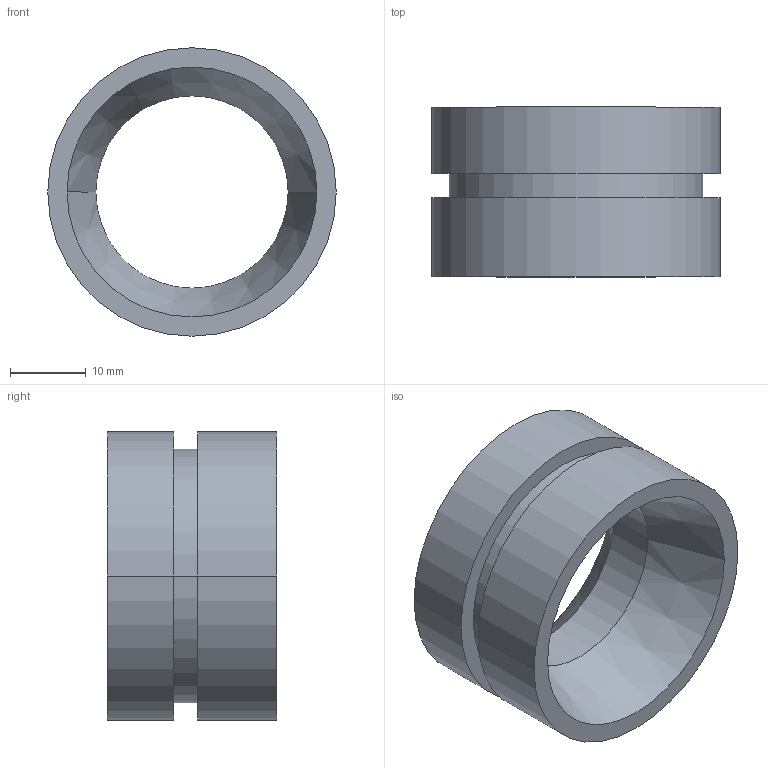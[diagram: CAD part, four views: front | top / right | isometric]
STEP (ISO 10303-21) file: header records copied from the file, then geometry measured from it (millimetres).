
FILE_DESCRIPTION (( 'STEP AP214' ), '1' );
FILE_NAME ('THRT-45C20D-100T Throat Insert, Spring Retained, Mojave Sphinx.STEP', '2024-08-17T20:17:55', ( '' ), ( '' ), 'SwSTEP 2.0', 'SolidWorks 2022', '' );
FILE_SCHEMA (( 'AUTOMOTIVE_DESIGN' ));
Length unit declared in the file: inch
Products named in the file (1): THRT-45C20D-100T Throat Insert, Spring Retained, Mojave Sphinx
Bounding box: 38.1 x 22.41 x 38.1 mm (x, y, z)
Volume: 10194.5 mm3; surface area: 5818.4 mm2
Topology: 1 solids, 1 shells, 18 faces, 36 edges, 22 vertices
Faces by surface type: cylinder 8, cone 4, plane 4, torus 2
Entity records: 520 total; most frequent: DIRECTION 98, CARTESIAN_POINT 77, ORIENTED_EDGE 72, AXIS2_PLACEMENT_3D 43, EDGE_CURVE 36, CIRCLE 24, EDGE_LOOP 22, VERTEX_POINT 22
